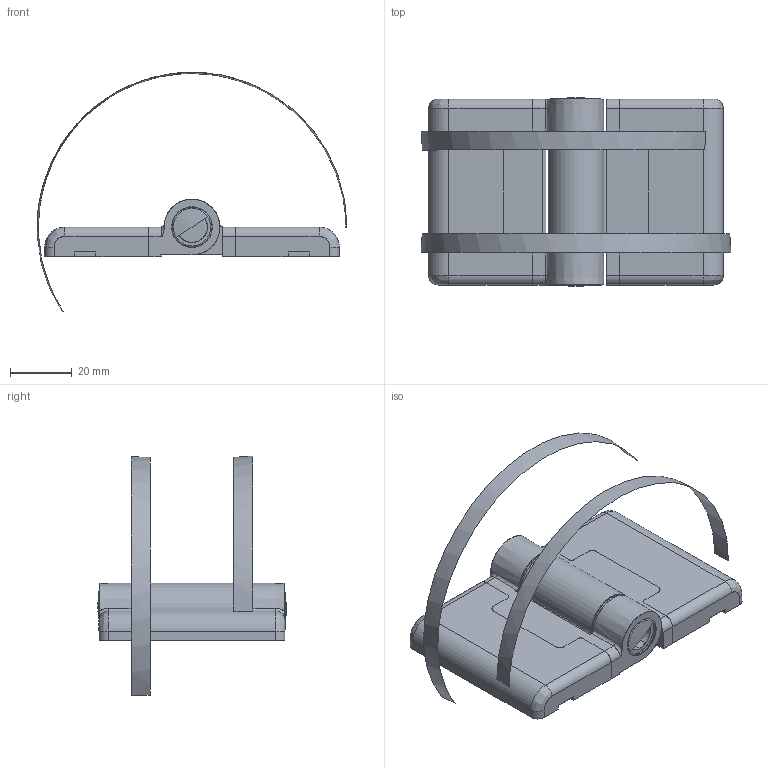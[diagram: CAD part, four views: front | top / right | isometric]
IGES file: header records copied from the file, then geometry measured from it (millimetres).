
Start section: SolidWorks IGES file using analytic representation for surfaces
Global section: file name: B-177-2.IGS; native system: SolidWorks 2014; preprocessor: SolidWorks 2014; author: 1337yo; date: 180226.153153; units: millimetre
Bounding box: 100 x 60.85 x 77.33 mm (x, y, z)
Surface area: 38111.2 mm2 (no closed solid volume)
Topology: 0 solids, 0 shells, 438 faces, 4812 edges, 4808 vertices
Faces by surface type: bspline 276, revolution 162
